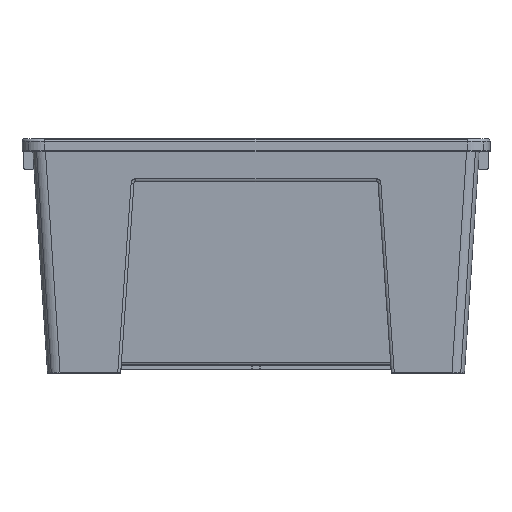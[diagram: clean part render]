
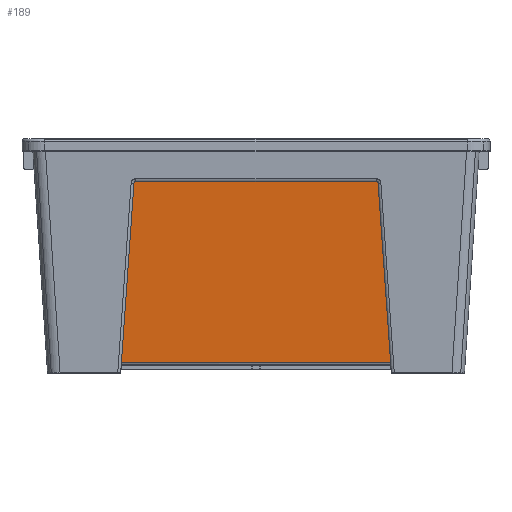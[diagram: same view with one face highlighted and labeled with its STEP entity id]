
A CAD part, top view. The second image highlights one B-rep face of the part: STEP entity #189.
In plain terms, the highlighted planar face has unit normal (0, -0.066, 0.998).
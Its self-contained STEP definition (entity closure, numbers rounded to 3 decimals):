
#189 = ADVANCED_FACE ( 'NONE', ( #23980 ), #12212, .T. ) ;
#541 = DIRECTION ( 'NONE',  ( -1., 0., 0. ) ) ;
#582 = ORIENTED_EDGE ( 'NONE', *, *, #21941, .T. ) ;
#1066 = VERTEX_POINT ( 'NONE', #2898 ) ;
#1852 = VERTEX_POINT ( 'NONE', #21510 ) ;
#1955 = ORIENTED_EDGE ( 'NONE', *, *, #26139, .F. ) ;
#2898 = CARTESIAN_POINT ( 'NONE',  ( 143.77, 228.525, 176.598 ) ) ;
#3016 = LINE ( 'NONE', #11086, #3648 ) ;
#3353 = CARTESIAN_POINT ( 'NONE',  ( 160.725, 12.736, 162.337 ) ) ;
#3648 = VECTOR ( 'NONE', #19160, 1000. ) ;
#4259 = ORIENTED_EDGE ( 'NONE', *, *, #11007, .T. ) ;
#5057 = VERTEX_POINT ( 'NONE', #21699 ) ;
#5190 = AXIS2_PLACEMENT_3D ( 'NONE', #25704, #5842, #23849 ) ;
#5225 = CARTESIAN_POINT ( 'NONE',  ( -143.77, 228.525, 176.598 ) ) ;
#5353 = VERTEX_POINT ( 'NONE', #11955 ) ;
#5685 = CARTESIAN_POINT ( 'NONE',  ( 162.314, -9.846, 160.845 ) ) ;
#5820 = DIRECTION ( 'NONE',  ( -0.07, 0.995, 0.066 ) ) ;
#5842 = DIRECTION ( 'NONE',  ( 0., -0.066, 0.998 ) ) ;
#6221 = VECTOR ( 'NONE', #17073, 1000. ) ;
#6338 = LINE ( 'NONE', #14147, #14272 ) ;
#6412 = ORIENTED_EDGE ( 'NONE', *, *, #11210, .F. ) ;
#6500 = CARTESIAN_POINT ( 'NONE',  ( 157.914, 52.913, 164.992 ) ) ;
#6734 = CARTESIAN_POINT ( 'NONE',  ( 143.77, 226.53, 176.466 ) ) ;
#7385 = AXIS2_PLACEMENT_3D ( 'NONE', #6734, #10838, #18919 ) ;
#7443 = CARTESIAN_POINT ( 'NONE',  ( -157.6, 57.393, 165.289 ) ) ;
#7600 = VECTOR ( 'NONE', #20981, 1000. ) ;
#7837 = VERTEX_POINT ( 'NONE', #3353 ) ;
#7912 = ORIENTED_EDGE ( 'NONE', *, *, #9344, .T. ) ;
#7916 = LINE ( 'NONE', #23930, #13741 ) ;
#7981 = CIRCLE ( 'NONE', #14747, 2. ) ;
#8680 = CARTESIAN_POINT ( 'NONE',  ( -145.765, 226.669, 176.476 ) ) ;
#8927 = LINE ( 'NONE', #7443, #7600 ) ;
#9136 = CARTESIAN_POINT ( 'NONE',  ( 145.635, 228.525, 176.598 ) ) ;
#9344 = EDGE_CURVE ( 'NONE', #13556, #13349, #7981, .T. ) ;
#10344 = DIRECTION ( 'NONE',  ( 0.07, -0.995, -0.066 ) ) ;
#10531 = EDGE_CURVE ( 'NONE', #17256, #1852, #23956, .T. ) ;
#10773 = ORIENTED_EDGE ( 'NONE', *, *, #19672, .T. ) ;
#10838 = DIRECTION ( 'NONE',  ( 0., -0.066, 0.998 ) ) ;
#11007 = EDGE_CURVE ( 'NONE', #1852, #1066, #15845, .T. ) ;
#11086 = CARTESIAN_POINT ( 'NONE',  ( -145.635, 228.525, 176.598 ) ) ;
#11210 = EDGE_CURVE ( 'NONE', #17256, #5353, #7916, .T. ) ;
#11955 = CARTESIAN_POINT ( 'NONE',  ( 161.616, 0., 161.496 ) ) ;
#12022 = VERTEX_POINT ( 'NONE', #17690 ) ;
#12098 = EDGE_LOOP ( 'NONE', ( #10773, #6412, #12702, #4259, #16181, #7912, #18842, #1955, #582, #15042 ) ) ;
#12212 = PLANE ( 'NONE',  #5190 ) ;
#12702 = ORIENTED_EDGE ( 'NONE', *, *, #10531, .T. ) ;
#13349 = VERTEX_POINT ( 'NONE', #8680 ) ;
#13556 = VERTEX_POINT ( 'NONE', #5225 ) ;
#13741 = VECTOR ( 'NONE', #19851, 1000. ) ;
#14147 = CARTESIAN_POINT ( 'NONE',  ( -123.498, 0., 161.496 ) ) ;
#14272 = VECTOR ( 'NONE', #24203, 1000. ) ;
#14747 = AXIS2_PLACEMENT_3D ( 'NONE', #16575, #22670, #20709 ) ;
#15042 = ORIENTED_EDGE ( 'NONE', *, *, #19676, .F. ) ;
#15086 = LINE ( 'NONE', #9136, #6221 ) ;
#15611 = EDGE_CURVE ( 'NONE', #13349, #5057, #3016, .T. ) ;
#15845 = CIRCLE ( 'NONE', #7385, 2. ) ;
#16181 = ORIENTED_EDGE ( 'NONE', *, *, #18046, .T. ) ;
#16575 = CARTESIAN_POINT ( 'NONE',  ( -143.77, 226.53, 176.466 ) ) ;
#17073 = DIRECTION ( 'NONE',  ( -1., 0., 0. ) ) ;
#17256 = VERTEX_POINT ( 'NONE', #17271 ) ;
#17271 = CARTESIAN_POINT ( 'NONE',  ( 161.625, 0., 161.496 ) ) ;
#17690 = CARTESIAN_POINT ( 'NONE',  ( -161.616, 0., 161.496 ) ) ;
#18046 = EDGE_CURVE ( 'NONE', #1066, #13556, #15086, .T. ) ;
#18411 = CARTESIAN_POINT ( 'NONE',  ( 80.493, 12.736, 162.337 ) ) ;
#18842 = ORIENTED_EDGE ( 'NONE', *, *, #15611, .T. ) ;
#18919 = DIRECTION ( 'NONE',  ( 0.682, 0.73, 0.048 ) ) ;
#19160 = DIRECTION ( 'NONE',  ( -0.07, -0.995, -0.066 ) ) ;
#19672 = EDGE_CURVE ( 'NONE', #7837, #5353, #24627, .T. ) ;
#19676 = EDGE_CURVE ( 'NONE', #7837, #24382, #22648, .T. ) ;
#19851 = DIRECTION ( 'NONE',  ( -1., 0., 0. ) ) ;
#20110 = CARTESIAN_POINT ( 'NONE',  ( -160.725, 12.736, 162.337 ) ) ;
#20709 = DIRECTION ( 'NONE',  ( -0.682, 0.73, 0.048 ) ) ;
#20981 = DIRECTION ( 'NONE',  ( 0.07, 0.995, 0.066 ) ) ;
#21510 = CARTESIAN_POINT ( 'NONE',  ( 145.765, 226.669, 176.476 ) ) ;
#21699 = CARTESIAN_POINT ( 'NONE',  ( -161.625, 0., 161.496 ) ) ;
#21941 = EDGE_CURVE ( 'NONE', #12022, #24382, #8927, .T. ) ;
#21981 = VECTOR ( 'NONE', #5820, 1000. ) ;
#22648 = LINE ( 'NONE', #18411, #25808 ) ;
#22670 = DIRECTION ( 'NONE',  ( 0., -0.066, 0.998 ) ) ;
#23849 = DIRECTION ( 'NONE',  ( 1., 0., 0. ) ) ;
#23930 = CARTESIAN_POINT ( 'NONE',  ( -123.498, 0., 161.496 ) ) ;
#23956 = LINE ( 'NONE', #5685, #21981 ) ;
#23980 = FACE_OUTER_BOUND ( 'NONE', #12098, .T. ) ;
#24203 = DIRECTION ( 'NONE',  ( -1., 0., 0. ) ) ;
#24382 = VERTEX_POINT ( 'NONE', #20110 ) ;
#24627 = LINE ( 'NONE', #6500, #24960 ) ;
#24960 = VECTOR ( 'NONE', #10344, 1000. ) ;
#25704 = CARTESIAN_POINT ( 'NONE',  ( 0., 105.708, 168.482 ) ) ;
#25808 = VECTOR ( 'NONE', #541, 1000. ) ;
#26139 = EDGE_CURVE ( 'NONE', #12022, #5057, #6338, .T. ) ;
